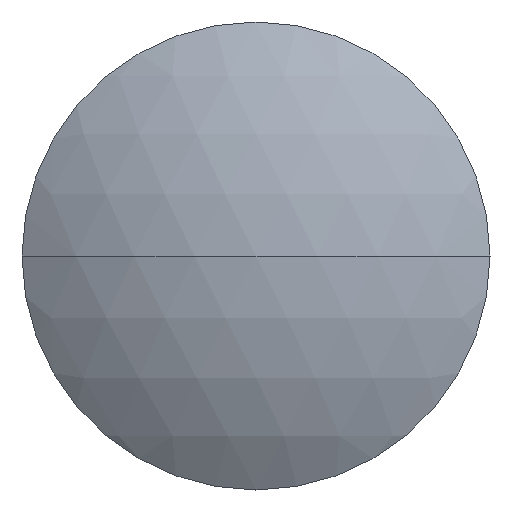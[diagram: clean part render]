
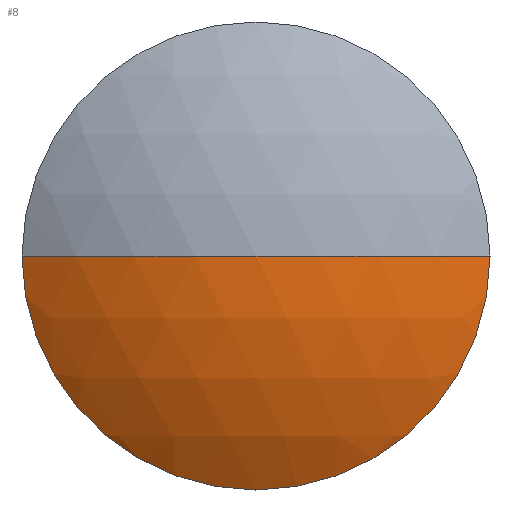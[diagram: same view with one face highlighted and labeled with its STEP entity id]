
A CAD part, left-side view. The second image highlights one B-rep face of the part: STEP entity #8.
In plain terms, the highlighted spherical face has radius 18.167 mm.
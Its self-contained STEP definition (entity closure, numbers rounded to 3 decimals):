
#8 = ADVANCED_FACE ( 'NONE', ( #11 ), #227, .T. ) ;
#10 = DIRECTION ( 'NONE',  ( 0., 0., -1. ) ) ;
#11 = FACE_OUTER_BOUND ( 'NONE', #124, .T. ) ;
#15 = VERTEX_POINT ( 'NONE', #341 ) ;
#20 = AXIS2_PLACEMENT_3D ( 'NONE', #95, #45, #256 ) ;
#22 = CARTESIAN_POINT ( 'NONE',  ( -5., 0., 0. ) ) ;
#24 = EDGE_CURVE ( 'NONE', #183, #275, #180, .T. ) ;
#29 = EDGE_CURVE ( 'NONE', #15, #283, #191, .T. ) ;
#45 = DIRECTION ( 'NONE',  ( 0., 0., -1. ) ) ;
#48 = ORIENTED_EDGE ( 'NONE', *, *, #129, .F. ) ;
#63 = EDGE_CURVE ( 'NONE', #283, #183, #221, .T. ) ;
#95 = CARTESIAN_POINT ( 'NONE',  ( 13.167, 0., 0. ) ) ;
#105 = AXIS2_PLACEMENT_3D ( 'NONE', #208, #315, #201 ) ;
#113 = CIRCLE ( 'NONE', #159, 18.167 ) ;
#119 = ORIENTED_EDGE ( 'NONE', *, *, #63, .T. ) ;
#124 = EDGE_LOOP ( 'NONE', ( #144, #119, #304, #48 ) ) ;
#129 = EDGE_CURVE ( 'NONE', #15, #275, #113, .T. ) ;
#133 = DIRECTION ( 'NONE',  ( -1., 0., 0. ) ) ;
#144 = ORIENTED_EDGE ( 'NONE', *, *, #29, .T. ) ;
#159 = AXIS2_PLACEMENT_3D ( 'NONE', #233, #342, #330 ) ;
#180 = CIRCLE ( 'NONE', #20, 18.167 ) ;
#182 = CARTESIAN_POINT ( 'NONE',  ( -2., 0., 0. ) ) ;
#183 = VERTEX_POINT ( 'NONE', #284 ) ;
#191 = CIRCLE ( 'NONE', #105, 10. ) ;
#201 = DIRECTION ( 'NONE',  ( 0., 0., 1. ) ) ;
#205 = AXIS2_PLACEMENT_3D ( 'NONE', #231, #10, #224 ) ;
#208 = CARTESIAN_POINT ( 'NONE',  ( -2., 0., 0. ) ) ;
#221 = CIRCLE ( 'NONE', #294, 10. ) ;
#224 = DIRECTION ( 'NONE',  ( 0., 1., 0. ) ) ;
#227 = SPHERICAL_SURFACE ( 'NONE', #205, 18.167 ) ;
#231 = CARTESIAN_POINT ( 'NONE',  ( 13.167, 0., 0. ) ) ;
#233 = CARTESIAN_POINT ( 'NONE',  ( 13.167, 0., 0. ) ) ;
#256 = DIRECTION ( 'NONE',  ( 0., 1., 0. ) ) ;
#262 = CARTESIAN_POINT ( 'NONE',  ( -2., 0., -10. ) ) ;
#275 = VERTEX_POINT ( 'NONE', #22 ) ;
#283 = VERTEX_POINT ( 'NONE', #262 ) ;
#284 = CARTESIAN_POINT ( 'NONE',  ( -2., -10., 0. ) ) ;
#294 = AXIS2_PLACEMENT_3D ( 'NONE', #182, #133, #314 ) ;
#304 = ORIENTED_EDGE ( 'NONE', *, *, #24, .T. ) ;
#314 = DIRECTION ( 'NONE',  ( 0., 0., 1. ) ) ;
#315 = DIRECTION ( 'NONE',  ( -1., 0., 0. ) ) ;
#330 = DIRECTION ( 'NONE',  ( 1., 0., 0. ) ) ;
#341 = CARTESIAN_POINT ( 'NONE',  ( -2., 10., 0. ) ) ;
#342 = DIRECTION ( 'NONE',  ( 0., 0., 1. ) ) ;
